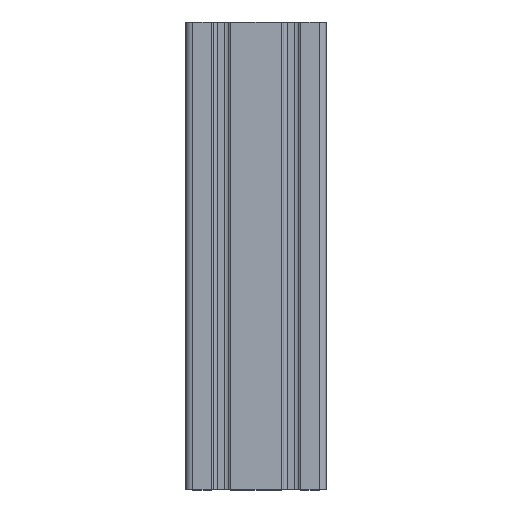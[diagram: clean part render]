
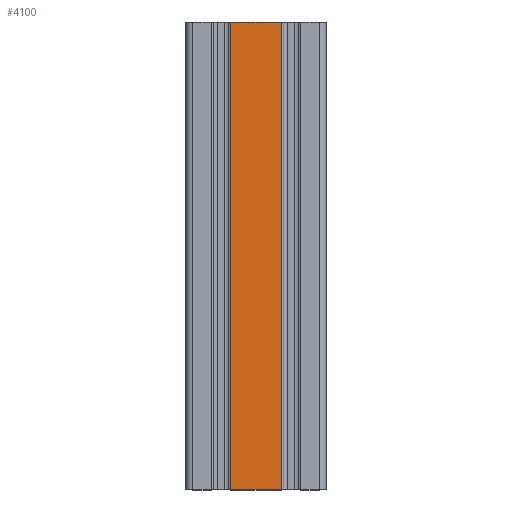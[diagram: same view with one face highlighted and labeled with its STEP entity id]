
A CAD part, top view. The second image highlights one B-rep face of the part: STEP entity #4100.
In plain terms, the highlighted planar face has unit normal (0, 0, 1).
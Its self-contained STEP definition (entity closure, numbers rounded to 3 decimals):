
#24 = ORIENTED_EDGE ( 'NONE', *, *, #3550, .T. ) ;
#574 = LINE ( 'NONE', #1506, #1413 ) ;
#800 = CARTESIAN_POINT ( 'NONE',  ( 10.825, 200., 15. ) ) ;
#830 = VECTOR ( 'NONE', #4269, 1000. ) ;
#1050 = CARTESIAN_POINT ( 'NONE',  ( -10.825, 0., 15. ) ) ;
#1212 = LINE ( 'NONE', #1050, #2782 ) ;
#1413 = VECTOR ( 'NONE', #2836, 1000. ) ;
#1506 = CARTESIAN_POINT ( 'NONE',  ( 0., 200., 15. ) ) ;
#1543 = PLANE ( 'NONE',  #3951 ) ;
#1560 = CARTESIAN_POINT ( 'NONE',  ( -10.825, 0., 15. ) ) ;
#1619 = VECTOR ( 'NONE', #3205, 1000. ) ;
#1863 = CARTESIAN_POINT ( 'NONE',  ( -10.825, 200., 15. ) ) ;
#2043 = EDGE_CURVE ( 'NONE', #3867, #3121, #1212, .T. ) ;
#2275 = EDGE_CURVE ( 'NONE', #3867, #3870, #574, .T. ) ;
#2411 = ORIENTED_EDGE ( 'NONE', *, *, #2043, .T. ) ;
#2417 = DIRECTION ( 'NONE',  ( 0., -1., 0. ) ) ;
#2571 = DIRECTION ( 'NONE',  ( 1., 0., 0. ) ) ;
#2659 = VERTEX_POINT ( 'NONE', #2802 ) ;
#2717 = FACE_OUTER_BOUND ( 'NONE', #2913, .T. ) ;
#2752 = ORIENTED_EDGE ( 'NONE', *, *, #4019, .T. ) ;
#2782 = VECTOR ( 'NONE', #2417, 1000. ) ;
#2802 = CARTESIAN_POINT ( 'NONE',  ( 10.825, 0., 15. ) ) ;
#2816 = LINE ( 'NONE', #1560, #1619 ) ;
#2836 = DIRECTION ( 'NONE',  ( 1., 0., 0. ) ) ;
#2913 = EDGE_LOOP ( 'NONE', ( #2752, #24, #3738, #2411 ) ) ;
#3121 = VERTEX_POINT ( 'NONE', #3377 ) ;
#3205 = DIRECTION ( 'NONE',  ( 1., 0., 0. ) ) ;
#3377 = CARTESIAN_POINT ( 'NONE',  ( -10.825, 0., 15. ) ) ;
#3550 = EDGE_CURVE ( 'NONE', #2659, #3870, #3889, .T. ) ;
#3563 = CARTESIAN_POINT ( 'NONE',  ( -10.825, 0., 15. ) ) ;
#3738 = ORIENTED_EDGE ( 'NONE', *, *, #2275, .F. ) ;
#3867 = VERTEX_POINT ( 'NONE', #1863 ) ;
#3868 = DIRECTION ( 'NONE',  ( 0., 0., 1. ) ) ;
#3870 = VERTEX_POINT ( 'NONE', #800 ) ;
#3889 = LINE ( 'NONE', #3928, #830 ) ;
#3928 = CARTESIAN_POINT ( 'NONE',  ( 10.825, 0., 15. ) ) ;
#3951 = AXIS2_PLACEMENT_3D ( 'NONE', #3563, #3868, #2571 ) ;
#4019 = EDGE_CURVE ( 'NONE', #3121, #2659, #2816, .T. ) ;
#4100 = ADVANCED_FACE ( 'NONE', ( #2717 ), #1543, .T. ) ;
#4269 = DIRECTION ( 'NONE',  ( 0., 1., 0. ) ) ;
